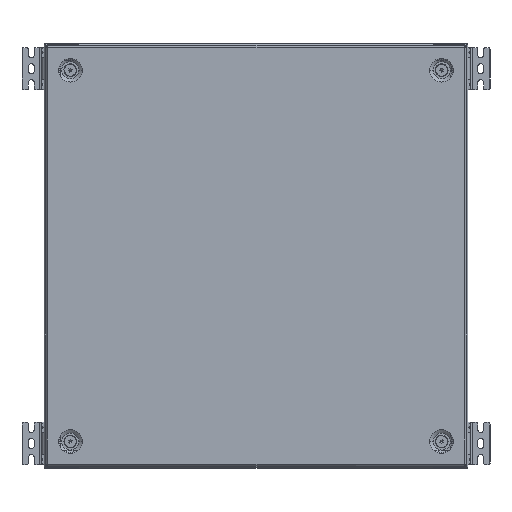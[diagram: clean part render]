
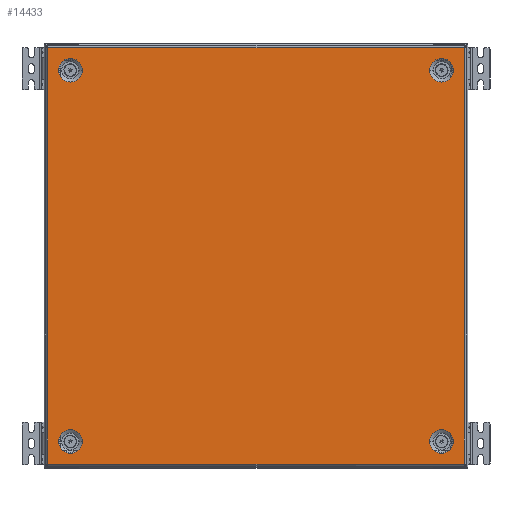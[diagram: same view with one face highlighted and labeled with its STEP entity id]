
A CAD part, top view. The second image highlights one B-rep face of the part: STEP entity #14433.
In plain terms, the highlighted planar face has unit normal (0, 0, 1).
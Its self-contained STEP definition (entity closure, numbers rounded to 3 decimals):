
#90 = VERTEX_POINT ( 'NONE', #33815 ) ;
#509 = DIRECTION ( 'NONE',  ( 0., -1., 0. ) ) ;
#586 = DIRECTION ( 'NONE',  ( 0., 0., 1. ) ) ;
#699 = ORIENTED_EDGE ( 'NONE', *, *, #10929, .F. ) ;
#1028 = ORIENTED_EDGE ( 'NONE', *, *, #19214, .T. ) ;
#1286 = CIRCLE ( 'NONE', #29853, 14. ) ;
#1553 = DIRECTION ( 'NONE',  ( 0., 0., 1. ) ) ;
#2320 = ORIENTED_EDGE ( 'NONE', *, *, #10828, .T. ) ;
#2517 = VERTEX_POINT ( 'NONE', #30023 ) ;
#2694 = AXIS2_PLACEMENT_3D ( 'NONE', #29678, #26691, #16317 ) ;
#3079 = FACE_BOUND ( 'NONE', #6553, .T. ) ;
#4236 = CARTESIAN_POINT ( 'NONE',  ( 205., 219., 0. ) ) ;
#4386 = VERTEX_POINT ( 'NONE', #18169 ) ;
#4653 = DIRECTION ( 'NONE',  ( 0., 0., 1. ) ) ;
#4672 = CARTESIAN_POINT ( 'NONE',  ( 245.793, 245.5, 0. ) ) ;
#4720 = DIRECTION ( 'NONE',  ( -1., 0., 0. ) ) ;
#4732 = DIRECTION ( 'NONE',  ( 0., 0., 1. ) ) ;
#4849 = ORIENTED_EDGE ( 'NONE', *, *, #9530, .F. ) ;
#4906 = EDGE_CURVE ( 'NONE', #31249, #90, #6352, .T. ) ;
#4979 = EDGE_LOOP ( 'NONE', ( #19563, #15919 ) ) ;
#5352 = DIRECTION ( 'NONE',  ( 0., 0., 1. ) ) ;
#5646 = CARTESIAN_POINT ( 'NONE',  ( 219., -219., 0. ) ) ;
#5706 = DIRECTION ( 'NONE',  ( 0., 0., 1. ) ) ;
#5866 = CIRCLE ( 'NONE', #32778, 14. ) ;
#6023 = CIRCLE ( 'NONE', #2694, 14. ) ;
#6120 = VECTOR ( 'NONE', #509, 1000. ) ;
#6352 = CIRCLE ( 'NONE', #10284, 14. ) ;
#6553 = EDGE_LOOP ( 'NONE', ( #27198, #32820 ) ) ;
#6832 = LINE ( 'NONE', #14374, #7563 ) ;
#6857 = CARTESIAN_POINT ( 'NONE',  ( 219., 219., 0. ) ) ;
#7275 = CARTESIAN_POINT ( 'NONE',  ( 219., -219., 0. ) ) ;
#7481 = DIRECTION ( 'NONE',  ( -1., 0., 0. ) ) ;
#7563 = VECTOR ( 'NONE', #22954, 1000. ) ;
#7816 = FACE_BOUND ( 'NONE', #26457, .T. ) ;
#7893 = CIRCLE ( 'NONE', #20756, 14. ) ;
#7973 = VERTEX_POINT ( 'NONE', #17877 ) ;
#7995 = FACE_BOUND ( 'NONE', #16070, .T. ) ;
#8085 = VERTEX_POINT ( 'NONE', #33138 ) ;
#8707 = VERTEX_POINT ( 'NONE', #18845 ) ;
#8748 = EDGE_CURVE ( 'NONE', #34382, #2517, #17052, .T. ) ;
#9530 = EDGE_CURVE ( 'NONE', #27863, #32366, #5866, .T. ) ;
#10284 = AXIS2_PLACEMENT_3D ( 'NONE', #7275, #4653, #26036 ) ;
#10674 = AXIS2_PLACEMENT_3D ( 'NONE', #19773, #1553, #30672 ) ;
#10828 = EDGE_CURVE ( 'NONE', #8085, #17649, #28986, .T. ) ;
#10929 = EDGE_CURVE ( 'NONE', #32366, #27863, #6023, .T. ) ;
#11189 = VECTOR ( 'NONE', #7481, 1000. ) ;
#11691 = EDGE_CURVE ( 'NONE', #17649, #7973, #6832, .T. ) ;
#11700 = CARTESIAN_POINT ( 'NONE',  ( 233., -219., 0. ) ) ;
#12611 = DIRECTION ( 'NONE',  ( -1., 0., 0. ) ) ;
#14374 = CARTESIAN_POINT ( 'NONE',  ( 245.5, -245.793, 0. ) ) ;
#14433 = ADVANCED_FACE ( 'NONE', ( #16201, #19008, #7995, #7816, #3079 ), #23778, .T. ) ;
#15257 = DIRECTION ( 'NONE',  ( 0., 0., 1. ) ) ;
#15332 = LINE ( 'NONE', #4672, #11189 ) ;
#15919 = ORIENTED_EDGE ( 'NONE', *, *, #30271, .F. ) ;
#16070 = EDGE_LOOP ( 'NONE', ( #699, #4849 ) ) ;
#16097 = VECTOR ( 'NONE', #31447, 1000. ) ;
#16201 = FACE_OUTER_BOUND ( 'NONE', #32533, .T. ) ;
#16317 = DIRECTION ( 'NONE',  ( -1., 0., 0. ) ) ;
#16696 = AXIS2_PLACEMENT_3D ( 'NONE', #29932, #5706, #4720 ) ;
#16749 = LINE ( 'NONE', #21528, #6120 ) ;
#17052 = CIRCLE ( 'NONE', #16696, 14. ) ;
#17649 = VERTEX_POINT ( 'NONE', #25395 ) ;
#17877 = CARTESIAN_POINT ( 'NONE',  ( 245.5, 245.5, 0. ) ) ;
#18169 = CARTESIAN_POINT ( 'NONE',  ( -205., 219., 0. ) ) ;
#18501 = CARTESIAN_POINT ( 'NONE',  ( 0., 0., 0. ) ) ;
#18834 = DIRECTION ( 'NONE',  ( 1., 0., 0. ) ) ;
#18845 = CARTESIAN_POINT ( 'NONE',  ( -245.5, 245.5, 0. ) ) ;
#19008 = FACE_BOUND ( 'NONE', #4979, .T. ) ;
#19214 = EDGE_CURVE ( 'NONE', #8707, #8085, #16749, .T. ) ;
#19563 = ORIENTED_EDGE ( 'NONE', *, *, #4906, .F. ) ;
#19773 = CARTESIAN_POINT ( 'NONE',  ( -219., 219., 0. ) ) ;
#20109 = EDGE_CURVE ( 'NONE', #7973, #8707, #15332, .T. ) ;
#20493 = DIRECTION ( 'NONE',  ( 0., 0., 1. ) ) ;
#20756 = AXIS2_PLACEMENT_3D ( 'NONE', #5646, #586, #24772 ) ;
#21127 = EDGE_CURVE ( 'NONE', #4386, #32843, #33640, .T. ) ;
#21528 = CARTESIAN_POINT ( 'NONE',  ( -245.5, 245.793, 0. ) ) ;
#22954 = DIRECTION ( 'NONE',  ( 0., 1., 0. ) ) ;
#23778 = PLANE ( 'NONE',  #32331 ) ;
#24772 = DIRECTION ( 'NONE',  ( 1., 0., 0. ) ) ;
#25395 = CARTESIAN_POINT ( 'NONE',  ( 245.5, -245.5, 0. ) ) ;
#25917 = AXIS2_PLACEMENT_3D ( 'NONE', #31047, #20493, #12611 ) ;
#26036 = DIRECTION ( 'NONE',  ( 1., 0., 0. ) ) ;
#26160 = CARTESIAN_POINT ( 'NONE',  ( -245.793, -245.5, 0. ) ) ;
#26164 = EDGE_CURVE ( 'NONE', #2517, #34382, #30960, .T. ) ;
#26283 = EDGE_CURVE ( 'NONE', #32843, #4386, #1286, .T. ) ;
#26457 = EDGE_LOOP ( 'NONE', ( #31389, #33595 ) ) ;
#26469 = DIRECTION ( 'NONE',  ( 1., 0., 0. ) ) ;
#26691 = DIRECTION ( 'NONE',  ( 0., 0., 1. ) ) ;
#27198 = ORIENTED_EDGE ( 'NONE', *, *, #26283, .F. ) ;
#27863 = VERTEX_POINT ( 'NONE', #4236 ) ;
#28986 = LINE ( 'NONE', #26160, #16097 ) ;
#29678 = CARTESIAN_POINT ( 'NONE',  ( 219., 219., 0. ) ) ;
#29751 = ORIENTED_EDGE ( 'NONE', *, *, #20109, .T. ) ;
#29853 = AXIS2_PLACEMENT_3D ( 'NONE', #31760, #4732, #26469 ) ;
#29932 = CARTESIAN_POINT ( 'NONE',  ( -219., -219., 0. ) ) ;
#30023 = CARTESIAN_POINT ( 'NONE',  ( -205., -219., 0. ) ) ;
#30271 = EDGE_CURVE ( 'NONE', #90, #31249, #7893, .T. ) ;
#30279 = ORIENTED_EDGE ( 'NONE', *, *, #11691, .T. ) ;
#30317 = CARTESIAN_POINT ( 'NONE',  ( 233., 219., 0. ) ) ;
#30672 = DIRECTION ( 'NONE',  ( 1., 0., 0. ) ) ;
#30960 = CIRCLE ( 'NONE', #25917, 14. ) ;
#30973 = CARTESIAN_POINT ( 'NONE',  ( -233., -219., 0. ) ) ;
#31047 = CARTESIAN_POINT ( 'NONE',  ( -219., -219., 0. ) ) ;
#31249 = VERTEX_POINT ( 'NONE', #11700 ) ;
#31389 = ORIENTED_EDGE ( 'NONE', *, *, #8748, .F. ) ;
#31447 = DIRECTION ( 'NONE',  ( 1., 0., 0. ) ) ;
#31543 = CARTESIAN_POINT ( 'NONE',  ( -233., 219., 0. ) ) ;
#31760 = CARTESIAN_POINT ( 'NONE',  ( -219., 219., 0. ) ) ;
#32331 = AXIS2_PLACEMENT_3D ( 'NONE', #18501, #5352, #18834 ) ;
#32366 = VERTEX_POINT ( 'NONE', #30317 ) ;
#32533 = EDGE_LOOP ( 'NONE', ( #29751, #1028, #2320, #30279 ) ) ;
#32778 = AXIS2_PLACEMENT_3D ( 'NONE', #6857, #15257, #34246 ) ;
#32820 = ORIENTED_EDGE ( 'NONE', *, *, #21127, .F. ) ;
#32843 = VERTEX_POINT ( 'NONE', #31543 ) ;
#33138 = CARTESIAN_POINT ( 'NONE',  ( -245.5, -245.5, 0. ) ) ;
#33595 = ORIENTED_EDGE ( 'NONE', *, *, #26164, .F. ) ;
#33640 = CIRCLE ( 'NONE', #10674, 14. ) ;
#33815 = CARTESIAN_POINT ( 'NONE',  ( 205., -219., 0. ) ) ;
#34246 = DIRECTION ( 'NONE',  ( -1., 0., 0. ) ) ;
#34382 = VERTEX_POINT ( 'NONE', #30973 ) ;
